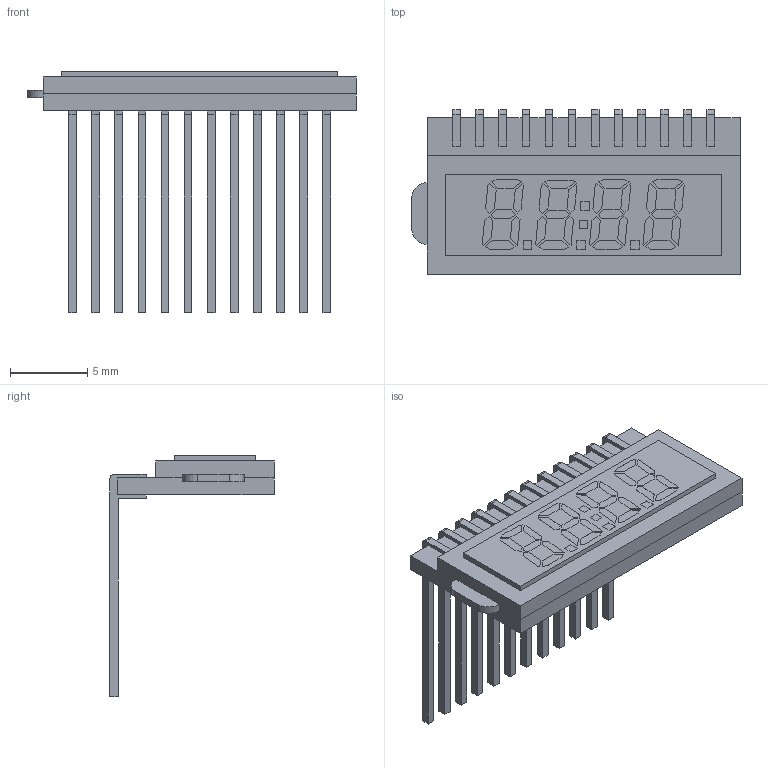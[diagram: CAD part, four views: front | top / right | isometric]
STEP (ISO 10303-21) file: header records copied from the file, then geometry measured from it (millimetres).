
FILE_DESCRIPTION(/* description */ ('Unknown'),/* implementation_level */ '2;1');
FILE_NAME(/* name */ 'LCD-H401M16KR',/* time_stamp */ '2023-12-29T15:21:44+02:00',/* author */ ('Unknown'),/* organization */ ('Unknown'),/* preprocessor_version */ 'ST-DEVELOPER v18.102',/* originating_system */ 'Solid Edge',/* authorisation */ 'Unknown');
FILE_SCHEMA (('AUTOMOTIVE_DESIGN {1 0 10303 214 3 1 1}'));
Length unit declared in the file: millimetre
Products named in the file (1): LCD-H401M16KR
Bounding box: 21.32 x 10.66 x 15.66 mm (x, y, z)
Volume: 485.3 mm3; surface area: 936.6 mm2
Topology: 1 solids, 1 shells, 373 faces, 1007 edges, 670 vertices
Faces by surface type: plane 359, cylinder 14
Entity records: 14114 total; most frequent: CARTESIAN_POINT 2051, ORIENTED_EDGE 2014, DIRECTION 1783, EDGE_CURVE 1007, LINE 979, VECTOR 979, VERTEX_POINT 670, EDGE_LOOP 407
